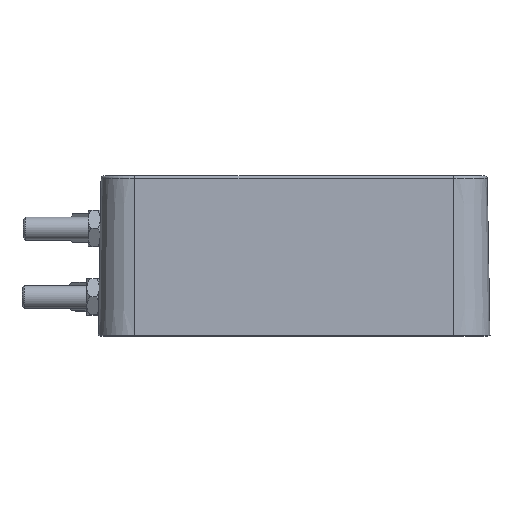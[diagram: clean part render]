
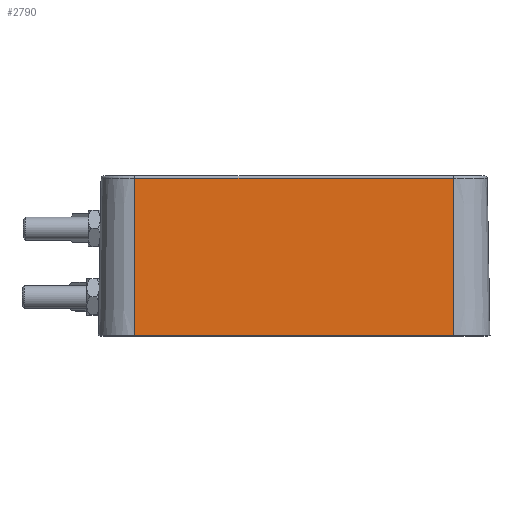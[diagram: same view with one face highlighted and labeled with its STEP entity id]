
A CAD part, top view. The second image highlights one B-rep face of the part: STEP entity #2790.
In plain terms, the highlighted planar face has unit normal (0, 0.018, 1).
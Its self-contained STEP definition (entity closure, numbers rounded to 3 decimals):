
#1906=FACE_OUTER_BOUND('',#4171,.T.);
#2790=ADVANCED_FACE('',(#1906),#3603,.T.);
#3603=PLANE('',#19577);
#4171=EDGE_LOOP('',(#5405,#5406,#5407,#5408));
#5405=ORIENTED_EDGE('',*,*,#10867,.T.);
#5406=ORIENTED_EDGE('',*,*,#10868,.T.);
#5407=ORIENTED_EDGE('',*,*,#10795,.F.);
#5408=ORIENTED_EDGE('',*,*,#10866,.T.);
#9440=VERTEX_POINT('',#26418);
#9442=VERTEX_POINT('',#26421);
#9507=VERTEX_POINT('',#26686);
#9508=VERTEX_POINT('',#26690);
#10795=EDGE_CURVE('',#9440,#9442,#15629,.T.);
#10866=EDGE_CURVE('',#9440,#9507,#15661,.T.);
#10867=EDGE_CURVE('',#9507,#9508,#15662,.T.);
#10868=EDGE_CURVE('',#9508,#9442,#15663,.T.);
#15629=LINE('',#26420,#17122);
#15661=LINE('',#26687,#17154);
#15662=LINE('',#26689,#17155);
#15663=LINE('',#26691,#17156);
#17122=VECTOR('',#21414,1.);
#17154=VECTOR('',#21488,1.);
#17155=VECTOR('',#21491,1.);
#17156=VECTOR('',#21492,1.);
#19577=AXIS2_PLACEMENT_3D('',#26692,#21493,#21494);
#21414=DIRECTION('',(-1.,0.,0.));
#21488=DIRECTION('',(0.,1.,-0.017));
#21491=DIRECTION('',(-1.,0.,0.));
#21492=DIRECTION('',(0.,-1.,0.017));
#21493=DIRECTION('',(0.,0.017,1.));
#21494=DIRECTION('',(1.,0.,0.));
#26418=CARTESIAN_POINT('',(30.,0.,43.));
#26420=CARTESIAN_POINT('',(30.,0.,43.));
#26421=CARTESIAN_POINT('',(-40.,0.,43.));
#26686=CARTESIAN_POINT('',(30.,34.509,42.398));
#26687=CARTESIAN_POINT('',(30.,0.,43.));
#26689=CARTESIAN_POINT('',(30.,34.509,42.398));
#26690=CARTESIAN_POINT('',(-40.,34.509,42.398));
#26691=CARTESIAN_POINT('',(-40.,34.509,42.398));
#26692=CARTESIAN_POINT('',(-42.364,0.,43.));
